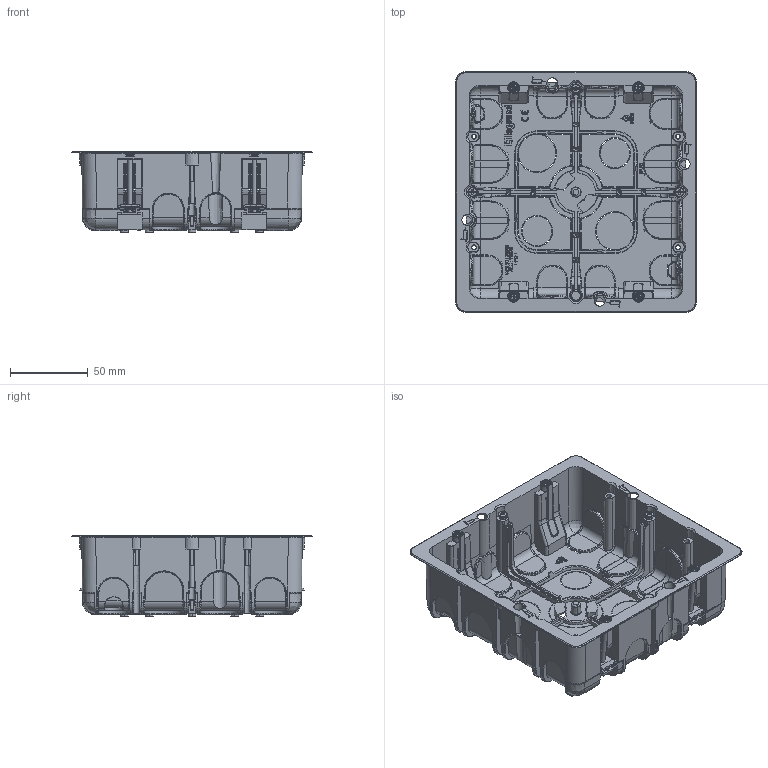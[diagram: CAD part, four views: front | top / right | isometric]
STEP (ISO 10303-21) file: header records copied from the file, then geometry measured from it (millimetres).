
FILE_DESCRIPTION(('CATIA V5 STEP Exchange','CAx-IF Rec.Pracs.--- Model Styling and Organization---1.4--- 2014-01-23'),'2;1');
FILE_NAME('080124 _AllCATPart.stp','2021-05-27T06:27:50+00:00',('none'),('none'),'CATIA Version 5-6 Release 2017 SP5','CATIA V5 STEP AP214','none');
FILE_SCHEMA(('AUTOMOTIVE_DESIGN { 1 0 10303 214 1 1 1 1 }'));
Products named in the file (1): 080124 _AllCATPart
Bounding box: 154.24 x 154.24 x 52.5 mm (x, y, z)
Volume: 106934.5 mm3; surface area: 126492.4 mm2
Topology: 14 solids, 14 shells, 8997 faces, 26444 edges, 17490 vertices
Faces by surface type: plane 7697, cylinder 508, cone 398, bspline 272, torus 98, sphere 24
Entity records: 320010 total; most frequent: CARTESIAN_POINT 92244, ORIENTED_EDGE 52852, DIRECTION 38320, EDGE_CURVE 26426, VECTOR 21602, LINE 21602, VERTEX_POINT 17490, EDGE_LOOP 9294
